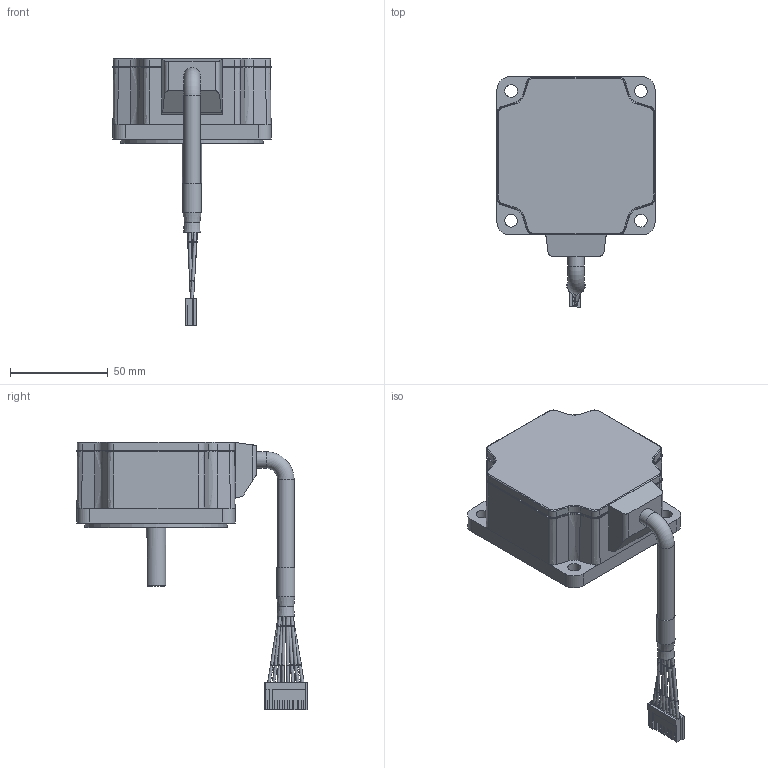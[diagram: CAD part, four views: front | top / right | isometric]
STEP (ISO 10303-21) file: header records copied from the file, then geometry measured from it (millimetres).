
FILE_DESCRIPTION((''),'2;1');
FILE_NAME('K8LS50N2.stp','2014-08-18T10:50:57',('�輺��'),(''),'Autodesk Inventor 2012','Autodesk Inventor 2012','');
FILE_SCHEMA(('CONFIG_CONTROL_DESIGN'));
Length unit declared in the file: inch
Products named in the file (1): Part7
Bounding box: 81.1 x 118 x 137.29 mm (x, y, z)
Volume: 259478.9 mm3; surface area: 45953 mm2
Topology: 2 solids, 11 shells, 443 faces, 1048 edges, 653 vertices
Faces by surface type: plane 291, cylinder 62, bspline 36, cone 27, revolution 14, torus 13
Full cylindrical faces by diameter (mm): 3.5 x8, 6.5 x4, 8.5 x2, 9 x1, 9.4 x1, 10 x2, 73 x1, 75 x1
Entity records: 12853 total; most frequent: CARTESIAN_POINT 2811, DIRECTION 2029, ORIENTED_EDGE 1966, EDGE_CURVE 983, VECTOR 713, LINE 713, AXIS2_PLACEMENT_3D 651, VERTEX_POINT 643
